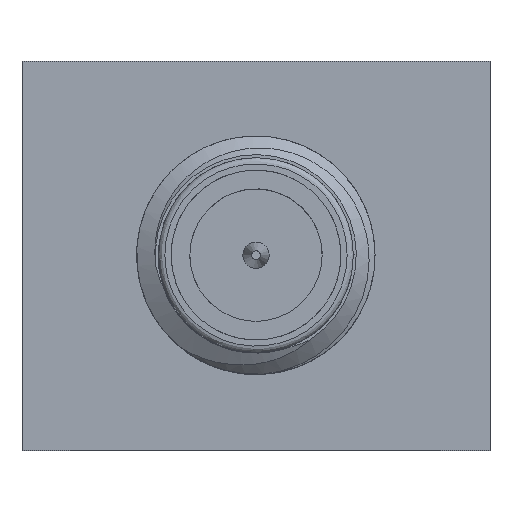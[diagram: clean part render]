
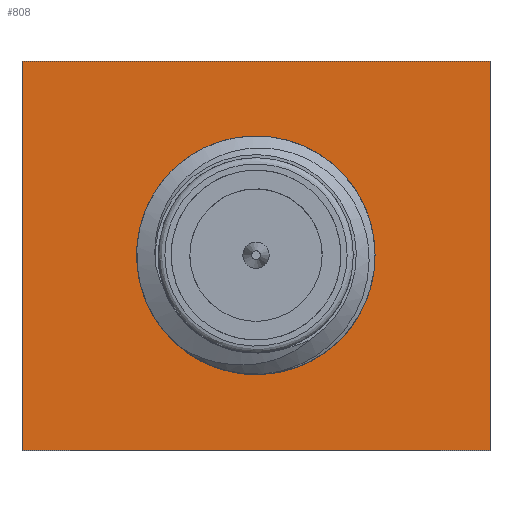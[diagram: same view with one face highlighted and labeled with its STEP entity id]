
A CAD part, top view. The second image highlights one B-rep face of the part: STEP entity #808.
In plain terms, the highlighted planar face has unit normal (0, 0, 1).
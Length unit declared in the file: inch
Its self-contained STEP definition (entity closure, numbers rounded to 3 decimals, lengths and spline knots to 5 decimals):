
#58 = DIRECTION ( 'NONE',  ( 0., 1., 0. ) ) ;
#133 = EDGE_CURVE ( 'NONE', #478, #2361, #1224, .T. ) ;
#150 = VECTOR ( 'NONE', #58, 39.37008 ) ;
#231 = CARTESIAN_POINT ( 'NONE',  ( -0.1875, -0.156, 0. ) ) ;
#271 = VERTEX_POINT ( 'NONE', #1462 ) ;
#376 = EDGE_CURVE ( 'NONE', #2725, #2725, #2279, .T. ) ;
#431 = VECTOR ( 'NONE', #2268, 39.37008 ) ;
#457 = FACE_OUTER_BOUND ( 'NONE', #1566, .T. ) ;
#478 = VERTEX_POINT ( 'NONE', #231 ) ;
#655 = ORIENTED_EDGE ( 'NONE', *, *, #1234, .T. ) ;
#808 = ADVANCED_FACE ( 'NONE', ( #901, #457 ), #885, .F. ) ;
#885 = PLANE ( 'NONE',  #1096 ) ;
#901 = FACE_BOUND ( 'NONE', #2395, .T. ) ;
#949 = CARTESIAN_POINT ( 'NONE',  ( 0.1875, -0.156, 0. ) ) ;
#950 = ORIENTED_EDGE ( 'NONE', *, *, #133, .T. ) ;
#960 = CARTESIAN_POINT ( 'NONE',  ( -0.083, 0., 0. ) ) ;
#1084 = DIRECTION ( 'NONE',  ( 0., 0., -1. ) ) ;
#1096 = AXIS2_PLACEMENT_3D ( 'NONE', #1378, #2200, #2241 ) ;
#1224 = LINE ( 'NONE', #1457, #1742 ) ;
#1234 = EDGE_CURVE ( 'NONE', #2622, #478, #1922, .T. ) ;
#1262 = CARTESIAN_POINT ( 'NONE',  ( -0.1875, -0.156, 0. ) ) ;
#1378 = CARTESIAN_POINT ( 'NONE',  ( 0., 0., 0. ) ) ;
#1406 = LINE ( 'NONE', #1432, #431 ) ;
#1432 = CARTESIAN_POINT ( 'NONE',  ( -0.1875, 0.156, 0. ) ) ;
#1438 = ORIENTED_EDGE ( 'NONE', *, *, #376, .T. ) ;
#1457 = CARTESIAN_POINT ( 'NONE',  ( -0.1875, -0.156, 0. ) ) ;
#1462 = CARTESIAN_POINT ( 'NONE',  ( 0.1875, 0.156, 0. ) ) ;
#1566 = EDGE_LOOP ( 'NONE', ( #2794, #2231, #655, #950 ) ) ;
#1650 = EDGE_CURVE ( 'NONE', #2361, #271, #2285, .T. ) ;
#1696 = DIRECTION ( 'NONE',  ( 0., -1., 0. ) ) ;
#1742 = VECTOR ( 'NONE', #1887, 39.37008 ) ;
#1887 = DIRECTION ( 'NONE',  ( 1., 0., 0. ) ) ;
#1889 = VECTOR ( 'NONE', #1696, 39.37008 ) ;
#1922 = LINE ( 'NONE', #1262, #1889 ) ;
#2185 = CARTESIAN_POINT ( 'NONE',  ( 0., 0., 0. ) ) ;
#2200 = DIRECTION ( 'NONE',  ( 0., 0., -1. ) ) ;
#2201 = DIRECTION ( 'NONE',  ( -1., 0., 0. ) ) ;
#2231 = ORIENTED_EDGE ( 'NONE', *, *, #2271, .T. ) ;
#2241 = DIRECTION ( 'NONE',  ( 0., -1., 0. ) ) ;
#2268 = DIRECTION ( 'NONE',  ( -1., 0., 0. ) ) ;
#2271 = EDGE_CURVE ( 'NONE', #271, #2622, #1406, .T. ) ;
#2279 = CIRCLE ( 'NONE', #2425, 0.083 ) ;
#2285 = LINE ( 'NONE', #949, #150 ) ;
#2324 = CARTESIAN_POINT ( 'NONE',  ( 0.1875, -0.156, 0. ) ) ;
#2361 = VERTEX_POINT ( 'NONE', #2324 ) ;
#2395 = EDGE_LOOP ( 'NONE', ( #1438 ) ) ;
#2424 = CARTESIAN_POINT ( 'NONE',  ( -0.1875, 0.156, 0. ) ) ;
#2425 = AXIS2_PLACEMENT_3D ( 'NONE', #2185, #1084, #2201 ) ;
#2622 = VERTEX_POINT ( 'NONE', #2424 ) ;
#2725 = VERTEX_POINT ( 'NONE', #960 ) ;
#2794 = ORIENTED_EDGE ( 'NONE', *, *, #1650, .T. ) ;
